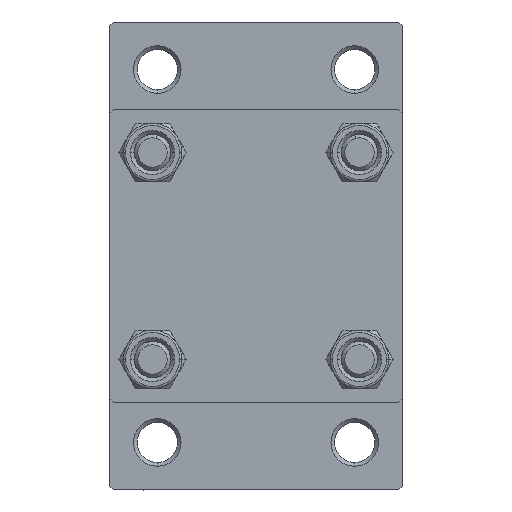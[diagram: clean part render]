
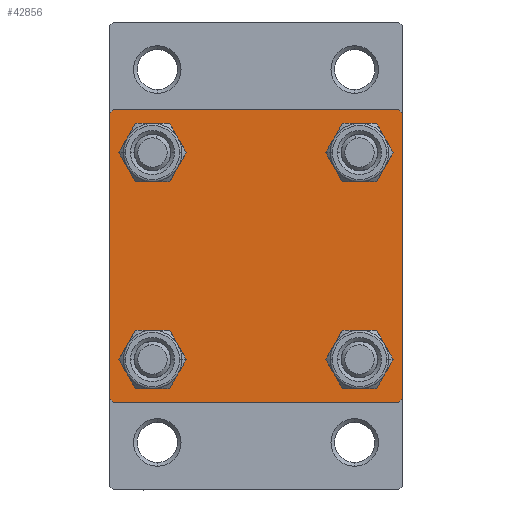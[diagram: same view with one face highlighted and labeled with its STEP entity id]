
A CAD part, left-side view. The second image highlights one B-rep face of the part: STEP entity #42856.
In plain terms, the highlighted planar face has unit normal (-1, 0, 0).
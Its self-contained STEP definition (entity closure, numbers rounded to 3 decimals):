
#51 = FACE_BOUND ( 'NONE', #42599, .T. ) ;
#105 = CARTESIAN_POINT ( 'NONE',  ( 0., -20., -19.5 ) ) ;
#307 = CARTESIAN_POINT ( 'NONE',  ( 0., 19.75, -19.75 ) ) ;
#525 = DIRECTION ( 'NONE',  ( 0., 0., 1. ) ) ;
#546 = VERTEX_POINT ( 'NONE', #28922 ) ;
#866 = CIRCLE ( 'NONE', #19855, 3. ) ;
#1508 = LINE ( 'NONE', #5790, #17344 ) ;
#2106 = EDGE_CURVE ( 'NONE', #37252, #42548, #22611, .T. ) ;
#2313 = VERTEX_POINT ( 'NONE', #40121 ) ;
#3450 = EDGE_CURVE ( 'NONE', #38398, #36669, #36737, .T. ) ;
#3532 = CIRCLE ( 'NONE', #27831, 3. ) ;
#3876 = PLANE ( 'NONE',  #11421 ) ;
#4519 = EDGE_CURVE ( 'NONE', #2313, #28207, #18357, .T. ) ;
#4583 = VECTOR ( 'NONE', #7642, 1000. ) ;
#5182 = DIRECTION ( 'NONE',  ( 1., 0., 0. ) ) ;
#5316 = ORIENTED_EDGE ( 'NONE', *, *, #31121, .F. ) ;
#5364 = EDGE_CURVE ( 'NONE', #29490, #14541, #866, .T. ) ;
#5491 = CIRCLE ( 'NONE', #45832, 3. ) ;
#5583 = ORIENTED_EDGE ( 'NONE', *, *, #34737, .T. ) ;
#5790 = CARTESIAN_POINT ( 'NONE',  ( 0., -19.75, 19.75 ) ) ;
#6345 = ORIENTED_EDGE ( 'NONE', *, *, #3450, .T. ) ;
#6900 = CARTESIAN_POINT ( 'NONE',  ( 0., -14.15, -14.15 ) ) ;
#7051 = ORIENTED_EDGE ( 'NONE', *, *, #34884, .T. ) ;
#7333 = CARTESIAN_POINT ( 'NONE',  ( 0., 14.15, 14.15 ) ) ;
#7642 = DIRECTION ( 'NONE',  ( 0., -0.707, 0.707 ) ) ;
#7858 = EDGE_CURVE ( 'NONE', #14805, #42611, #5491, .T. ) ;
#8311 = LINE ( 'NONE', #26164, #32443 ) ;
#8454 = EDGE_LOOP ( 'NONE', ( #35382, #22681 ) ) ;
#8761 = ORIENTED_EDGE ( 'NONE', *, *, #27397, .T. ) ;
#9647 = AXIS2_PLACEMENT_3D ( 'NONE', #7333, #25187, #35909 ) ;
#10410 = CIRCLE ( 'NONE', #9647, 3. ) ;
#10624 = CARTESIAN_POINT ( 'NONE',  ( 0., -14.15, -17.15 ) ) ;
#10722 = EDGE_CURVE ( 'NONE', #26139, #46743, #43534, .T. ) ;
#11253 = LINE ( 'NONE', #28620, #37734 ) ;
#11421 = AXIS2_PLACEMENT_3D ( 'NONE', #14571, #18382, #525 ) ;
#12023 = VERTEX_POINT ( 'NONE', #31961 ) ;
#12105 = DIRECTION ( 'NONE',  ( 0., 0., -1. ) ) ;
#12988 = VECTOR ( 'NONE', #40262, 1000. ) ;
#13308 = DIRECTION ( 'NONE',  ( 1., 0., 0. ) ) ;
#13626 = DIRECTION ( 'NONE',  ( 1., 0., 0. ) ) ;
#14089 = CARTESIAN_POINT ( 'NONE',  ( 0., 20., -19.5 ) ) ;
#14527 = EDGE_CURVE ( 'NONE', #12023, #45581, #20057, .T. ) ;
#14541 = VERTEX_POINT ( 'NONE', #20990 ) ;
#14571 = CARTESIAN_POINT ( 'NONE',  ( 0., 0., 0. ) ) ;
#14592 = ORIENTED_EDGE ( 'NONE', *, *, #20037, .T. ) ;
#14805 = VERTEX_POINT ( 'NONE', #33149 ) ;
#14808 = LINE ( 'NONE', #29335, #41685 ) ;
#15069 = CARTESIAN_POINT ( 'NONE',  ( 0., 20., 19.5 ) ) ;
#16446 = EDGE_LOOP ( 'NONE', ( #7051, #6345, #27647, #37237, #5316, #8761, #40001, #45974 ) ) ;
#16577 = AXIS2_PLACEMENT_3D ( 'NONE', #25290, #39818, #36249 ) ;
#17344 = VECTOR ( 'NONE', #45322, 1000. ) ;
#17708 = ORIENTED_EDGE ( 'NONE', *, *, #5364, .T. ) ;
#18131 = DIRECTION ( 'NONE',  ( 0., 0., 1. ) ) ;
#18357 = LINE ( 'NONE', #36460, #12988 ) ;
#18382 = DIRECTION ( 'NONE',  ( -1., 0., 0. ) ) ;
#19167 = ORIENTED_EDGE ( 'NONE', *, *, #7858, .T. ) ;
#19581 = CARTESIAN_POINT ( 'NONE',  ( 0., 14.15, 11.15 ) ) ;
#19696 = DIRECTION ( 'NONE',  ( 0., 0., 1. ) ) ;
#19855 = AXIS2_PLACEMENT_3D ( 'NONE', #19935, #5182, #19696 ) ;
#19935 = CARTESIAN_POINT ( 'NONE',  ( 0., 14.15, -14.15 ) ) ;
#20037 = EDGE_CURVE ( 'NONE', #14541, #29490, #3532, .T. ) ;
#20057 = CIRCLE ( 'NONE', #27656, 3. ) ;
#20990 = CARTESIAN_POINT ( 'NONE',  ( 0., 14.15, -17.15 ) ) ;
#20996 = LINE ( 'NONE', #24806, #24183 ) ;
#21238 = DIRECTION ( 'NONE',  ( 0., 0.707, -0.707 ) ) ;
#21320 = VECTOR ( 'NONE', #43170, 1000. ) ;
#21641 = DIRECTION ( 'NONE',  ( 1., 0., 0. ) ) ;
#21690 = CARTESIAN_POINT ( 'NONE',  ( 0., 14.15, -14.15 ) ) ;
#21855 = CARTESIAN_POINT ( 'NONE',  ( 0., -14.15, 11.15 ) ) ;
#22058 = VERTEX_POINT ( 'NONE', #15069 ) ;
#22611 = LINE ( 'NONE', #25492, #4583 ) ;
#22681 = ORIENTED_EDGE ( 'NONE', *, *, #38810, .T. ) ;
#23552 = CARTESIAN_POINT ( 'NONE',  ( 0., -14.15, 14.15 ) ) ;
#24183 = VECTOR ( 'NONE', #21238, 1000. ) ;
#24239 = CARTESIAN_POINT ( 'NONE',  ( 0., 19.5, -20. ) ) ;
#24327 = DIRECTION ( 'NONE',  ( 0., 0., 1. ) ) ;
#24806 = CARTESIAN_POINT ( 'NONE',  ( 0., 19.75, 19.75 ) ) ;
#25187 = DIRECTION ( 'NONE',  ( 1., 0., 0. ) ) ;
#25290 = CARTESIAN_POINT ( 'NONE',  ( 0., -14.15, 14.15 ) ) ;
#25293 = DIRECTION ( 'NONE',  ( 0., 0., 1. ) ) ;
#25492 = CARTESIAN_POINT ( 'NONE',  ( 0., -19.75, -19.75 ) ) ;
#25974 = DIRECTION ( 'NONE',  ( 1., 0., 0. ) ) ;
#26139 = VERTEX_POINT ( 'NONE', #42347 ) ;
#26164 = CARTESIAN_POINT ( 'NONE',  ( 0., -20., 20. ) ) ;
#27144 = ORIENTED_EDGE ( 'NONE', *, *, #10722, .T. ) ;
#27397 = EDGE_CURVE ( 'NONE', #546, #28207, #1508, .T. ) ;
#27421 = DIRECTION ( 'NONE',  ( 1., 0., 0. ) ) ;
#27647 = ORIENTED_EDGE ( 'NONE', *, *, #30658, .T. ) ;
#27656 = AXIS2_PLACEMENT_3D ( 'NONE', #45541, #27421, #24327 ) ;
#27831 = AXIS2_PLACEMENT_3D ( 'NONE', #21690, #25974, #18131 ) ;
#28207 = VERTEX_POINT ( 'NONE', #33062 ) ;
#28382 = DIRECTION ( 'NONE',  ( 0., -1., 0. ) ) ;
#28620 = CARTESIAN_POINT ( 'NONE',  ( 0., 20., -20. ) ) ;
#28922 = CARTESIAN_POINT ( 'NONE',  ( 0., -20., 19.5 ) ) ;
#29028 = DIRECTION ( 'NONE',  ( 0., 0., 1. ) ) ;
#29335 = CARTESIAN_POINT ( 'NONE',  ( 0., 20., 20. ) ) ;
#29490 = VERTEX_POINT ( 'NONE', #39147 ) ;
#30658 = EDGE_CURVE ( 'NONE', #36669, #37252, #11253, .T. ) ;
#31121 = EDGE_CURVE ( 'NONE', #546, #42548, #8311, .T. ) ;
#31961 = CARTESIAN_POINT ( 'NONE',  ( 0., -14.15, -11.15 ) ) ;
#32113 = EDGE_CURVE ( 'NONE', #42611, #14805, #10410, .T. ) ;
#32443 = VECTOR ( 'NONE', #12105, 1000. ) ;
#32686 = FACE_BOUND ( 'NONE', #43173, .T. ) ;
#32938 = CARTESIAN_POINT ( 'NONE',  ( 0., -19.5, -20. ) ) ;
#33062 = CARTESIAN_POINT ( 'NONE',  ( 0., -19.5, 20. ) ) ;
#33149 = CARTESIAN_POINT ( 'NONE',  ( 0., 14.15, 17.15 ) ) ;
#33152 = FACE_BOUND ( 'NONE', #8454, .T. ) ;
#34713 = EDGE_CURVE ( 'NONE', #2313, #22058, #20996, .T. ) ;
#34737 = EDGE_CURVE ( 'NONE', #46743, #26139, #46245, .T. ) ;
#34884 = EDGE_CURVE ( 'NONE', #22058, #38398, #14808, .T. ) ;
#35382 = ORIENTED_EDGE ( 'NONE', *, *, #14527, .T. ) ;
#35909 = DIRECTION ( 'NONE',  ( 0., 0., 1. ) ) ;
#36020 = AXIS2_PLACEMENT_3D ( 'NONE', #23552, #13308, #38073 ) ;
#36249 = DIRECTION ( 'NONE',  ( 0., 0., 1. ) ) ;
#36460 = CARTESIAN_POINT ( 'NONE',  ( 0., 20., 20. ) ) ;
#36486 = FACE_OUTER_BOUND ( 'NONE', #16446, .T. ) ;
#36669 = VERTEX_POINT ( 'NONE', #24239 ) ;
#36720 = DIRECTION ( 'NONE',  ( 0., 0., -1. ) ) ;
#36737 = LINE ( 'NONE', #307, #21320 ) ;
#37237 = ORIENTED_EDGE ( 'NONE', *, *, #2106, .T. ) ;
#37252 = VERTEX_POINT ( 'NONE', #32938 ) ;
#37734 = VECTOR ( 'NONE', #28382, 1000. ) ;
#38073 = DIRECTION ( 'NONE',  ( 0., 0., 1. ) ) ;
#38118 = EDGE_LOOP ( 'NONE', ( #27144, #5583 ) ) ;
#38398 = VERTEX_POINT ( 'NONE', #14089 ) ;
#38810 = EDGE_CURVE ( 'NONE', #45581, #12023, #42437, .T. ) ;
#39147 = CARTESIAN_POINT ( 'NONE',  ( 0., 14.15, -11.15 ) ) ;
#39345 = CARTESIAN_POINT ( 'NONE',  ( 0., 14.15, 14.15 ) ) ;
#39818 = DIRECTION ( 'NONE',  ( 1., 0., 0. ) ) ;
#40001 = ORIENTED_EDGE ( 'NONE', *, *, #4519, .F. ) ;
#40121 = CARTESIAN_POINT ( 'NONE',  ( 0., 19.5, 20. ) ) ;
#40262 = DIRECTION ( 'NONE',  ( 0., -1., 0. ) ) ;
#41287 = ORIENTED_EDGE ( 'NONE', *, *, #32113, .T. ) ;
#41685 = VECTOR ( 'NONE', #36720, 1000. ) ;
#42347 = CARTESIAN_POINT ( 'NONE',  ( 0., -14.15, 17.15 ) ) ;
#42437 = CIRCLE ( 'NONE', #43200, 3. ) ;
#42548 = VERTEX_POINT ( 'NONE', #105 ) ;
#42599 = EDGE_LOOP ( 'NONE', ( #19167, #41287 ) ) ;
#42611 = VERTEX_POINT ( 'NONE', #19581 ) ;
#42856 = ADVANCED_FACE ( 'NONE', ( #43389, #33152, #32686, #51, #36486 ), #3876, .T. ) ;
#43170 = DIRECTION ( 'NONE',  ( 0., -0.707, -0.707 ) ) ;
#43173 = EDGE_LOOP ( 'NONE', ( #17708, #14592 ) ) ;
#43200 = AXIS2_PLACEMENT_3D ( 'NONE', #6900, #21641, #29028 ) ;
#43389 = FACE_BOUND ( 'NONE', #38118, .T. ) ;
#43534 = CIRCLE ( 'NONE', #36020, 3. ) ;
#45322 = DIRECTION ( 'NONE',  ( 0., 0.707, 0.707 ) ) ;
#45541 = CARTESIAN_POINT ( 'NONE',  ( 0., -14.15, -14.15 ) ) ;
#45581 = VERTEX_POINT ( 'NONE', #10624 ) ;
#45832 = AXIS2_PLACEMENT_3D ( 'NONE', #39345, #13626, #25293 ) ;
#45974 = ORIENTED_EDGE ( 'NONE', *, *, #34713, .T. ) ;
#46245 = CIRCLE ( 'NONE', #16577, 3. ) ;
#46743 = VERTEX_POINT ( 'NONE', #21855 ) ;
